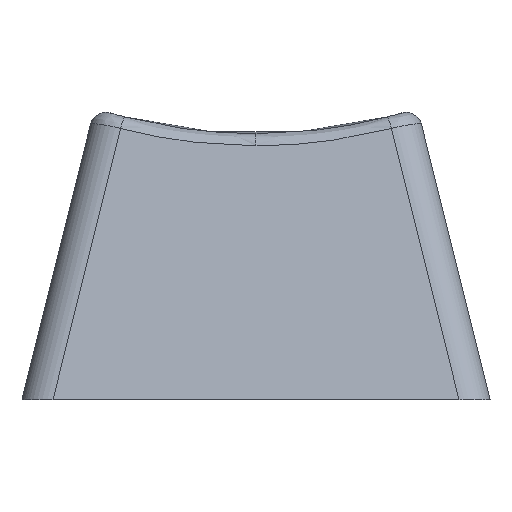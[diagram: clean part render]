
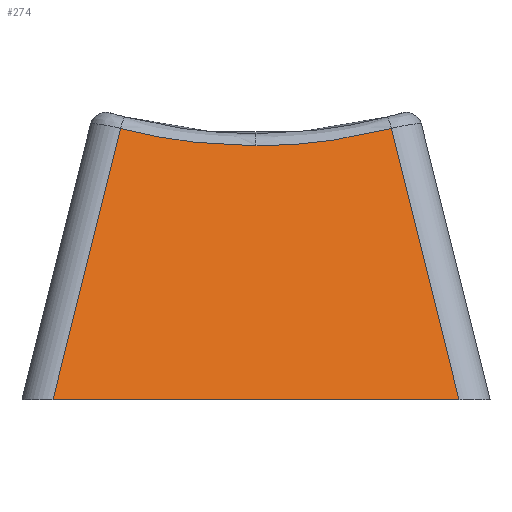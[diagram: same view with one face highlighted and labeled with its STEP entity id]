
A CAD part, left-side view. The second image highlights one B-rep face of the part: STEP entity #274.
In plain terms, the highlighted planar face has unit normal (-0.97, 0, 0.241).
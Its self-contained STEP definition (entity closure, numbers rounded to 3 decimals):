
#225=CARTESIAN_POINT('',(330.909,-74.4,2.145));
#226=DIRECTION('',(-0.97,0.,0.242));
#227=DIRECTION('',(0.242,0.,0.97));
#228=AXIS2_PLACEMENT_3D('',#225,#226,#227);
#229=PLANE('',#228);
#230=CARTESIAN_POINT('',(333.014,-79.698,10.604));
#231=VERTEX_POINT('',#230);
#232=CARTESIAN_POINT('',(332.846,-74.4,9.926));
#233=VERTEX_POINT('',#232);
#234=CARTESIAN_POINT('',(338.085,-74.4,30.975));
#235=DIRECTION('',(0.97,-0.,-0.242));
#236=DIRECTION('',(-0.242,-0.,-0.97));
#237=AXIS2_PLACEMENT_3D('',#234,#235,#236);
#238=ELLIPSE('',#237,21.691,21.049);
#239=EDGE_CURVE('',#231,#233,#238,.T.);
#240=ORIENTED_EDGE('',*,*,#239,.T.);
#241=CARTESIAN_POINT('',(333.014,-69.102,10.604));
#242=VERTEX_POINT('',#241);
#243=CARTESIAN_POINT('',(338.085,-74.4,30.975));
#244=DIRECTION('',(0.97,-0.,-0.242));
#245=DIRECTION('',(-0.242,-0.,-0.97));
#246=AXIS2_PLACEMENT_3D('',#243,#244,#245);
#247=ELLIPSE('',#246,21.691,21.049);
#248=EDGE_CURVE('',#233,#242,#247,.T.);
#249=ORIENTED_EDGE('',*,*,#248,.T.);
#250=CARTESIAN_POINT('',(330.375,-66.463,0.));
#251=VERTEX_POINT('',#250);
#252=CARTESIAN_POINT('',(333.014,-69.102,10.604));
#253=DIRECTION('',(-0.235,0.235,-0.943));
#254=VECTOR('',#253,11.241);
#255=LINE('',#252,#254);
#256=EDGE_CURVE('',#242,#251,#255,.T.);
#257=ORIENTED_EDGE('',*,*,#256,.T.);
#258=CARTESIAN_POINT('',(330.375,-82.337,0.));
#259=VERTEX_POINT('',#258);
#260=CARTESIAN_POINT('',(330.375,-66.463,0.));
#261=DIRECTION('',(-0.,-1.,-0.));
#262=VECTOR('',#261,15.874);
#263=LINE('',#260,#262);
#264=EDGE_CURVE('',#251,#259,#263,.T.);
#265=ORIENTED_EDGE('',*,*,#264,.T.);
#266=CARTESIAN_POINT('',(330.375,-82.337,0.));
#267=DIRECTION('',(0.235,0.235,0.943));
#268=VECTOR('',#267,11.241);
#269=LINE('',#266,#268);
#270=EDGE_CURVE('',#259,#231,#269,.T.);
#271=ORIENTED_EDGE('',*,*,#270,.T.);
#272=EDGE_LOOP('',(#240,#249,#257,#265,#271));
#273=FACE_BOUND('',#272,.T.);
#274=ADVANCED_FACE('',(#273),#229,.T.);
